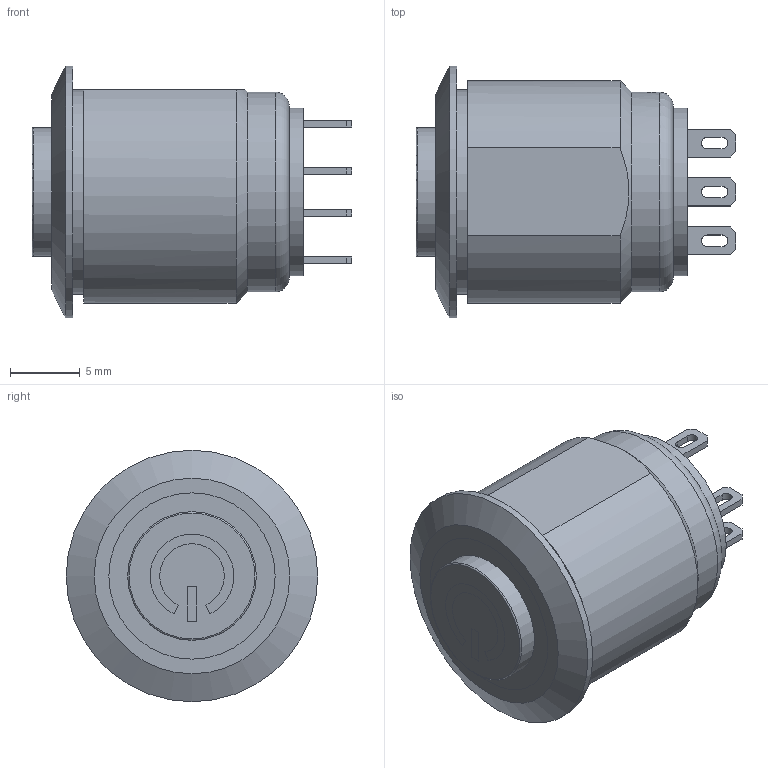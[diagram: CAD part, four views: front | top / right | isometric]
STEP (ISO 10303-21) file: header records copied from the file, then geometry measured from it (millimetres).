
FILE_DESCRIPTION(/* description */ (''),/* implementation_level */ '2;1');
FILE_NAME(/* name */ 'PV6H240xx-3R1-M01.stp',/* time_stamp */ '2025-05-28T16:26:45-05:00',/* author */ ('mroman'),/* organization */ (''),/* preprocessor_version */ 'ST-DEVELOPER v18.1',/* originating_system */ 'Autodesk Inventor 2022',/* authorisation */ '');
FILE_SCHEMA (('AUTOMOTIVE_DESIGN { 1 0 10303 214 3 1 1 }'));
Length unit declared in the file: centimetre
Products named in the file (1): PV6H240xx-3R1-M01
Bounding box: 22.9 x 18 x 18 mm (x, y, z)
Volume: 2336.2 mm3; surface area: 2179.5 mm2
Topology: 1 solids, 2 shells, 192 faces, 486 edges, 320 vertices
Faces by surface type: plane 116, bspline 43, cylinder 28, torus 3, cone 2
Full cylindrical faces by diameter (mm): 8.4 x1, 9.2 x2, 11.9 x1, 12 x1, 14.3 x1, 14.6 x1, 18 x1
Entity records: 6517 total; most frequent: CARTESIAN_POINT 2034, ORIENTED_EDGE 972, DIRECTION 773, EDGE_CURVE 486, LINE 333, VECTOR 333, VERTEX_POINT 320, EDGE_LOOP 226
